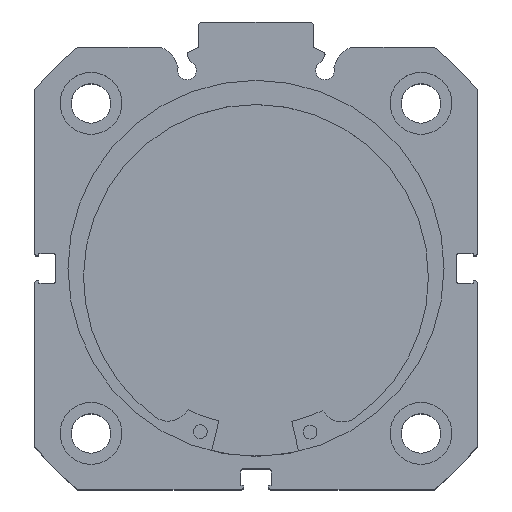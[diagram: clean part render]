
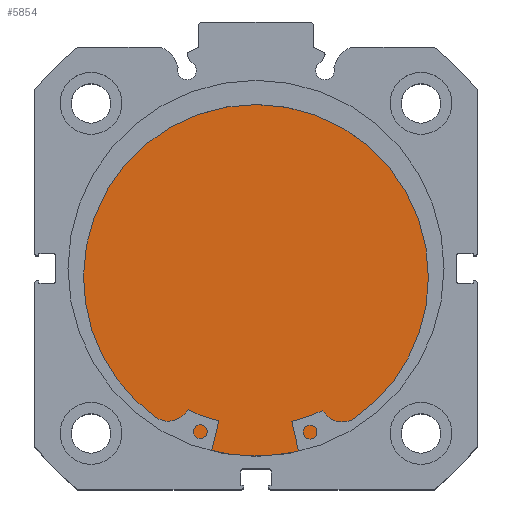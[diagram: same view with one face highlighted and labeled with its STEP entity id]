
A CAD part, top view. The second image highlights one B-rep face of the part: STEP entity #5854.
In plain terms, the highlighted face is planar.
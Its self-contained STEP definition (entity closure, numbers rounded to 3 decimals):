
#279 = FACE_OUTER_BOUND ( 'NONE', #6102, .T. ) ;
#852 = CARTESIAN_POINT ( 'NONE',  ( 12., 0., -41. ) ) ;
#854 = CARTESIAN_POINT ( 'NONE',  ( 12., 0., 41. ) ) ;
#1474 = ORIENTED_EDGE ( 'NONE', *, *, #4039, .F. ) ;
#1653 = ORIENTED_EDGE ( 'NONE', *, *, #3998, .F. ) ;
#3656 = AXIS2_PLACEMENT_3D ( 'NONE', #6591, #6584, #6585 ) ;
#3752 = AXIS2_PLACEMENT_3D ( 'NONE', #6563, #6565, #6566 ) ;
#3807 = AXIS2_PLACEMENT_3D ( 'NONE', #4673, #4670, #4687 ) ;
#3998 = EDGE_CURVE ( 'NONE', #6064, #6062, #5309, .T. ) ;
#4039 = EDGE_CURVE ( 'NONE', #6062, #6064, #5341, .T. ) ;
#4670 = DIRECTION ( 'NONE',  ( -1., 0., 0. ) ) ;
#4673 = CARTESIAN_POINT ( 'NONE',  ( 12., 41., 0. ) ) ;
#4687 = DIRECTION ( 'NONE',  ( 0., 0., 1. ) ) ;
#4830 = PLANE ( 'NONE',  #3807 ) ;
#5309 = CIRCLE ( 'NONE', #3752, 41. ) ;
#5341 = CIRCLE ( 'NONE', #3656, 41. ) ;
#5854 = ADVANCED_FACE ( 'NONE', ( #279 ), #4830, .F. ) ;
#6062 = VERTEX_POINT ( 'NONE', #852 ) ;
#6064 = VERTEX_POINT ( 'NONE', #854 ) ;
#6102 = EDGE_LOOP ( 'NONE', ( #1653, #1474 ) ) ;
#6563 = CARTESIAN_POINT ( 'NONE',  ( 12., 0., 0. ) ) ;
#6565 = DIRECTION ( 'NONE',  ( -1., 0., 0. ) ) ;
#6566 = DIRECTION ( 'NONE',  ( 0., 0., 1. ) ) ;
#6584 = DIRECTION ( 'NONE',  ( -1., 0., 0. ) ) ;
#6585 = DIRECTION ( 'NONE',  ( 0., 0., 1. ) ) ;
#6591 = CARTESIAN_POINT ( 'NONE',  ( 12., 0., 0. ) ) ;
